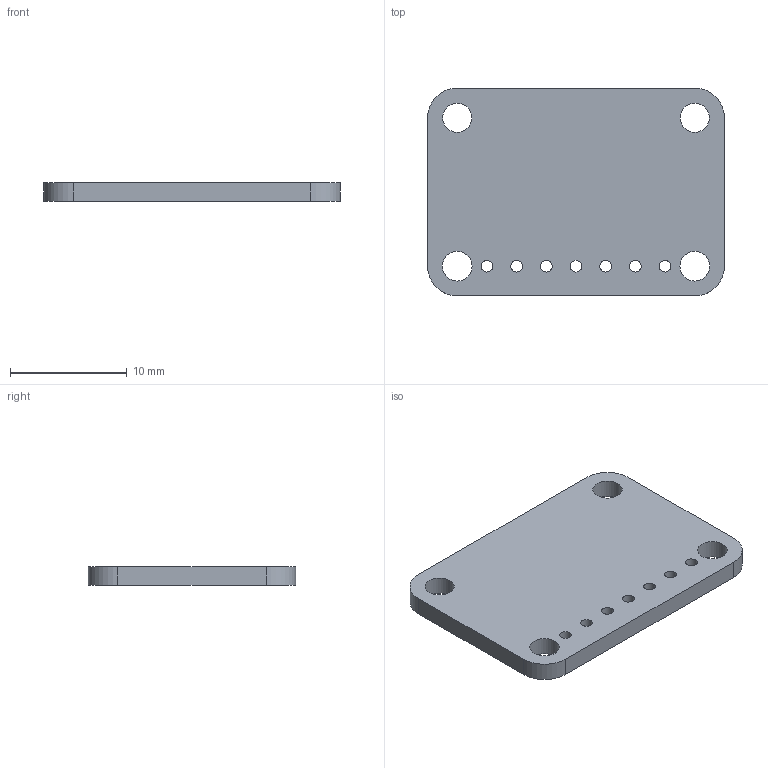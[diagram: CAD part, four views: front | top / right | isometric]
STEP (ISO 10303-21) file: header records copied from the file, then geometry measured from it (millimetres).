
FILE_DESCRIPTION(('KiCad electronic assembly'),'2;1');
FILE_NAME('Adafruit BMP280 STEMMA QT.step','2023-03-29T10:52:00',( 'Pcbnew'),('Kicad'),'Open CASCADE STEP processor 7.5', 'KiCad to STEP converter','Unknown');
FILE_SCHEMA(('AUTOMOTIVE_DESIGN { 1 0 10303 214 1 1 1 1 }'));
Length unit declared in the file: millimetre
Products named in the file (2): Adafruit BMP280 STEMMA QT 1; _autosave-Adafruit BMP280 STEMMA QT PCB
Assembly tree (1 placements, depth 2):
  Adafruit BMP280 STEMMA QT 1
    _autosave-Adafruit BMP280 STEMMA QT PCB
Bounding box: 25.4 x 17.78 x 1.6 mm (x, y, z)
Volume: 673 mm3; surface area: 1058.3 mm2
Topology: 1 solids, 1 shells, 21 faces, 57 edges, 38 vertices
Faces by surface type: cylinder 15, plane 6
Full cylindrical faces by diameter (mm): 1 x7, 2.5 x2, 2.54 x2
Entity records: 1603 total; most frequent: CARTESIAN_POINT 412, DIRECTION 217, ORIENTED_EDGE 114, PCURVE 114, DEFINITIONAL_REPRESENTATION 114, LINE 111, VECTOR 111, EDGE_CURVE 57
